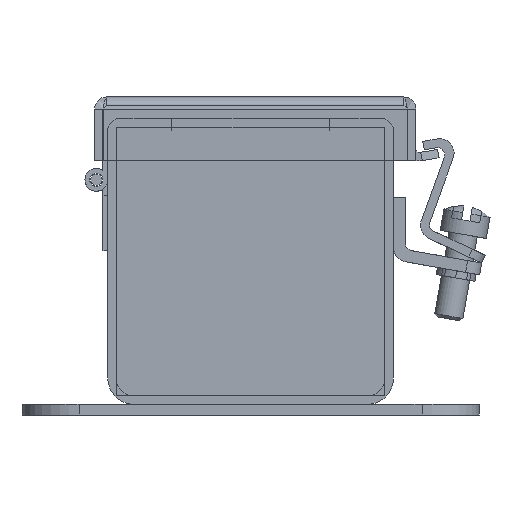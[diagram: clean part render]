
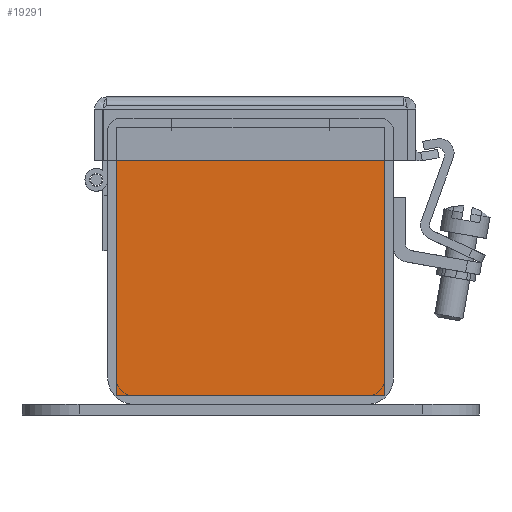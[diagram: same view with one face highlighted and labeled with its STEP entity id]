
A CAD part, left-side view. The second image highlights one B-rep face of the part: STEP entity #19291.
In plain terms, the highlighted planar face has unit normal (-1, 0, 0).
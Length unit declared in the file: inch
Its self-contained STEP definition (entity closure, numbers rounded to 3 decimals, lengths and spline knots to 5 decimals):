
#214 = CARTESIAN_POINT ( 'NONE',  ( -1.70918, -1.17725, 0.32204 ) ) ;
#1056 = CARTESIAN_POINT ( 'NONE',  ( -1.70918, 0.68895, 0.29059 ) ) ;
#1456 = EDGE_CURVE ( 'NONE', #67877, #59984, #29565, .T. ) ;
#1463 = DIRECTION ( 'NONE',  ( 0., 1., 0. ) ) ;
#2296 = VERTEX_POINT ( 'NONE', #11726 ) ;
#2568 = VERTEX_POINT ( 'NONE', #66212 ) ;
#2578 = CARTESIAN_POINT ( 'NONE',  ( -1.70918, 0.68895, 0.32204 ) ) ;
#3235 = VECTOR ( 'NONE', #47172, 39.37008 ) ;
#4127 = EDGE_CURVE ( 'NONE', #29621, #2296, #37512, .T. ) ;
#4273 = EDGE_CURVE ( 'NONE', #2568, #32188, #9409, .T. ) ;
#6451 = EDGE_CURVE ( 'NONE', #13316, #38363, #12108, .T. ) ;
#7510 = ORIENTED_EDGE ( 'NONE', *, *, #4127, .F. ) ;
#7883 = ORIENTED_EDGE ( 'NONE', *, *, #6451, .F. ) ;
#8021 = LINE ( 'NONE', #24918, #3235 ) ;
#8568 = ORIENTED_EDGE ( 'NONE', *, *, #16951, .F. ) ;
#8922 = DIRECTION ( 'NONE',  ( 0., 0., -1. ) ) ;
#9409 = LINE ( 'NONE', #43154, #15956 ) ;
#11090 = EDGE_CURVE ( 'NONE', #62734, #59984, #64088, .T. ) ;
#11726 = CARTESIAN_POINT ( 'NONE',  ( -1.70918, -0.69125, 0.29079 ) ) ;
#11908 = ORIENTED_EDGE ( 'NONE', *, *, #1456, .F. ) ;
#12108 = LINE ( 'NONE', #12453, #62012 ) ;
#12453 = CARTESIAN_POINT ( 'NONE',  ( -1.70918, -0.00125, -2.02996 ) ) ;
#13316 = VERTEX_POINT ( 'NONE', #58019 ) ;
#13537 = VECTOR ( 'NONE', #54618, 39.37008 ) ;
#15685 = CARTESIAN_POINT ( 'NONE',  ( -1.70918, 1.17475, -0.85396 ) ) ;
#15956 = VECTOR ( 'NONE', #65446, 39.37008 ) ;
#16951 = EDGE_CURVE ( 'NONE', #38363, #67877, #43913, .T. ) ;
#17524 = CARTESIAN_POINT ( 'NONE',  ( -1.70918, -0.00125, -0.85396 ) ) ;
#18987 = ORIENTED_EDGE ( 'NONE', *, *, #11090, .T. ) ;
#19128 = CARTESIAN_POINT ( 'NONE',  ( -1.70918, -0.69145, 0.29059 ) ) ;
#19291 = ADVANCED_FACE ( 'NONE', ( #65884 ), #31890, .F. ) ;
#19589 = EDGE_CURVE ( 'NONE', #29621, #48977, #21518, .T. ) ;
#21518 = LINE ( 'NONE', #54437, #43639 ) ;
#21779 = EDGE_CURVE ( 'NONE', #2568, #26733, #53265, .T. ) ;
#23435 = DIRECTION ( 'NONE',  ( 0., 1., 0. ) ) ;
#24918 = CARTESIAN_POINT ( 'NONE',  ( -1.70918, -0.69125, 0.29059 ) ) ;
#25048 = ORIENTED_EDGE ( 'NONE', *, *, #19589, .T. ) ;
#25696 = VECTOR ( 'NONE', #42144, 39.37008 ) ;
#25801 = CARTESIAN_POINT ( 'NONE',  ( -1.70918, -1.17725, -0.85396 ) ) ;
#26733 = VERTEX_POINT ( 'NONE', #60316 ) ;
#27422 = EDGE_CURVE ( 'NONE', #26733, #58334, #47262, .T. ) ;
#29565 = LINE ( 'NONE', #50420, #58646 ) ;
#29621 = VERTEX_POINT ( 'NONE', #37695 ) ;
#30812 = CARTESIAN_POINT ( 'NONE',  ( -1.70918, 0.68895, 0.29059 ) ) ;
#31226 = ORIENTED_EDGE ( 'NONE', *, *, #4273, .F. ) ;
#31320 = VECTOR ( 'NONE', #60685, 39.37008 ) ;
#31890 = PLANE ( 'NONE',  #64625 ) ;
#32188 = VERTEX_POINT ( 'NONE', #214 ) ;
#32360 = LINE ( 'NONE', #66333, #13537 ) ;
#32865 = VECTOR ( 'NONE', #71430, 39.37008 ) ;
#32886 = DIRECTION ( 'NONE',  ( 0., 0., -1. ) ) ;
#32977 = VECTOR ( 'NONE', #1463, 39.37008 ) ;
#33377 = VECTOR ( 'NONE', #37151, 39.37008 ) ;
#34042 = CARTESIAN_POINT ( 'NONE',  ( -1.70918, -0.00125, 0.29079 ) ) ;
#37151 = DIRECTION ( 'NONE',  ( 0., -1., 0. ) ) ;
#37512 = LINE ( 'NONE', #34042, #33377 ) ;
#37529 = LINE ( 'NONE', #25801, #32865 ) ;
#37695 = CARTESIAN_POINT ( 'NONE',  ( -1.70918, 0.68875, 0.29079 ) ) ;
#37893 = CARTESIAN_POINT ( 'NONE',  ( -1.70918, -0.69125, 0.29059 ) ) ;
#38363 = VERTEX_POINT ( 'NONE', #57326 ) ;
#40705 = CARTESIAN_POINT ( 'NONE',  ( -1.70918, 1.17475, 0.32204 ) ) ;
#42144 = DIRECTION ( 'NONE',  ( 0., 0., 1. ) ) ;
#43025 = CARTESIAN_POINT ( 'NONE',  ( -1.70918, -0.69145, 0.32204 ) ) ;
#43124 = VECTOR ( 'NONE', #8922, 39.37008 ) ;
#43154 = CARTESIAN_POINT ( 'NONE',  ( -1.70918, -0.00125, 0.32204 ) ) ;
#43639 = VECTOR ( 'NONE', #32886, 39.37008 ) ;
#43913 = LINE ( 'NONE', #15685, #31320 ) ;
#46493 = DIRECTION ( 'NONE',  ( 0., 1., 0. ) ) ;
#47172 = DIRECTION ( 'NONE',  ( 0., 0., 1. ) ) ;
#47262 = LINE ( 'NONE', #19128, #32977 ) ;
#48977 = VERTEX_POINT ( 'NONE', #67372 ) ;
#50420 = CARTESIAN_POINT ( 'NONE',  ( -1.70918, -0.00125, 0.32204 ) ) ;
#52262 = ORIENTED_EDGE ( 'NONE', *, *, #21779, .T. ) ;
#53265 = LINE ( 'NONE', #43025, #43124 ) ;
#54135 = EDGE_LOOP ( 'NONE', ( #69113, #62892, #7510, #25048, #59866, #18987, #11908, #8568, #7883, #58048, #31226, #52262 ) ) ;
#54437 = CARTESIAN_POINT ( 'NONE',  ( -1.70918, 0.68875, 0.32204 ) ) ;
#54618 = DIRECTION ( 'NONE',  ( 0., 1., 0. ) ) ;
#56028 = EDGE_CURVE ( 'NONE', #58334, #2296, #8021, .T. ) ;
#57016 = DIRECTION ( 'NONE',  ( 1., 0., 0. ) ) ;
#57326 = CARTESIAN_POINT ( 'NONE',  ( -1.70918, 1.17475, -2.02996 ) ) ;
#57680 = DIRECTION ( 'NONE',  ( 0., -1., 0. ) ) ;
#58019 = CARTESIAN_POINT ( 'NONE',  ( -1.70918, -1.17725, -2.02996 ) ) ;
#58048 = ORIENTED_EDGE ( 'NONE', *, *, #58376, .F. ) ;
#58334 = VERTEX_POINT ( 'NONE', #37893 ) ;
#58376 = EDGE_CURVE ( 'NONE', #32188, #13316, #37529, .T. ) ;
#58646 = VECTOR ( 'NONE', #57680, 39.37008 ) ;
#59866 = ORIENTED_EDGE ( 'NONE', *, *, #69721, .T. ) ;
#59984 = VERTEX_POINT ( 'NONE', #2578 ) ;
#60316 = CARTESIAN_POINT ( 'NONE',  ( -1.70918, -0.69145, 0.29059 ) ) ;
#60685 = DIRECTION ( 'NONE',  ( 0., 0., 1. ) ) ;
#62012 = VECTOR ( 'NONE', #46493, 39.37008 ) ;
#62734 = VERTEX_POINT ( 'NONE', #1056 ) ;
#62892 = ORIENTED_EDGE ( 'NONE', *, *, #56028, .T. ) ;
#64088 = LINE ( 'NONE', #30812, #25696 ) ;
#64625 = AXIS2_PLACEMENT_3D ( 'NONE', #17524, #57016, #23435 ) ;
#65446 = DIRECTION ( 'NONE',  ( 0., -1., 0. ) ) ;
#65884 = FACE_OUTER_BOUND ( 'NONE', #54135, .T. ) ;
#66212 = CARTESIAN_POINT ( 'NONE',  ( -1.70918, -0.69145, 0.32204 ) ) ;
#66333 = CARTESIAN_POINT ( 'NONE',  ( -1.70918, 0.68875, 0.29059 ) ) ;
#67372 = CARTESIAN_POINT ( 'NONE',  ( -1.70918, 0.68875, 0.29059 ) ) ;
#67877 = VERTEX_POINT ( 'NONE', #40705 ) ;
#69113 = ORIENTED_EDGE ( 'NONE', *, *, #27422, .T. ) ;
#69721 = EDGE_CURVE ( 'NONE', #48977, #62734, #32360, .T. ) ;
#71430 = DIRECTION ( 'NONE',  ( 0., 0., -1. ) ) ;
